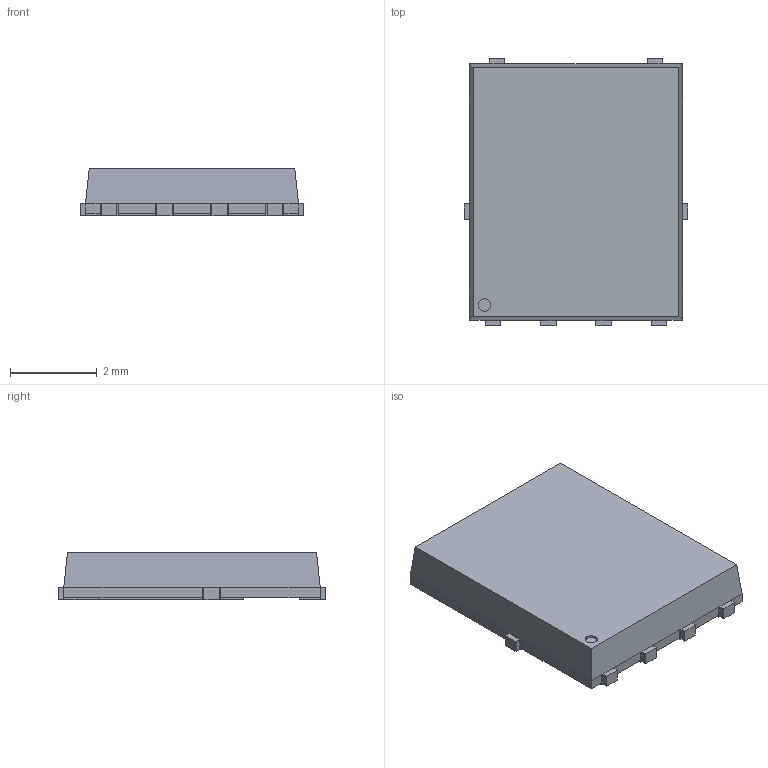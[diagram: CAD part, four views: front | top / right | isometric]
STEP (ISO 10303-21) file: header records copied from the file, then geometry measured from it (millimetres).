
FILE_DESCRIPTION(('FreeCAD Model'),'2;1');
FILE_NAME('Open CASCADE Shape Model','2024-01-31T15:31:48',( 'kicad StepUp'),('ksu MCAD'),'Open CASCADE STEP processor 7.6', 'FreeCAD','Unknown');
FILE_SCHEMA(('AUTOMOTIVE_DESIGN { 1 0 10303 214 1 1 1 1 }'));
Length unit declared in the file: millimetre
Products named in the file (1): NTMFS6B03NT1G
Bounding box: 5.15 x 6.15 x 1.1 mm (x, y, z)
Volume: 30.5 mm3; surface area: 124.1 mm2
Topology: 6 solids, 6 shells, 135 faces, 1038 edges, 2992 vertices
Faces by surface type: plane 133, cylinder 2
Entity records: 14084 total; most frequent: CARTESIAN_POINT 4166, DIRECTION 1322, LINE 1026, VECTOR 1026, GEOMETRIC_CURVE_SET 693, ORIENTED_EDGE 692, TRIMMED_CURVE 692, STYLED_ITEM 352
